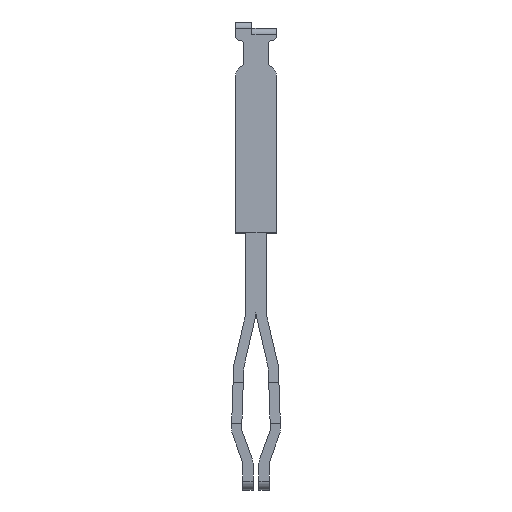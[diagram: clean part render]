
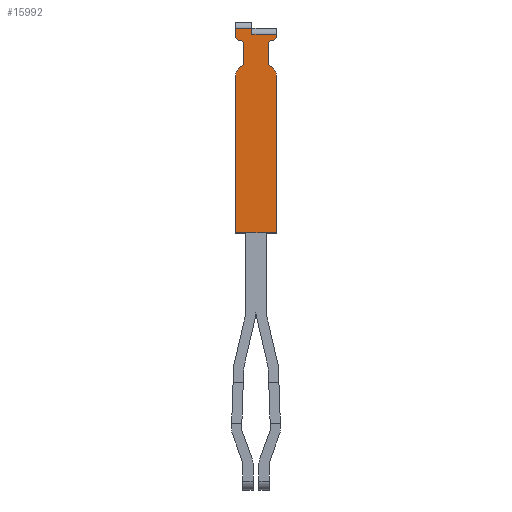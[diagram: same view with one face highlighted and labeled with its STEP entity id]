
A CAD part, left-side view. The second image highlights one B-rep face of the part: STEP entity #15992.
In plain terms, the highlighted planar face has unit normal (-1, 0, 0).
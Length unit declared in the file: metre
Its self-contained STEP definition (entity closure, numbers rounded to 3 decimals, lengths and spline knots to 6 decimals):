
#661=CIRCLE('',#16829,0.0002);
#662=CIRCLE('',#16830,0.0002);
#663=CIRCLE('',#16831,0.0002);
#664=CIRCLE('',#16832,0.0005);
#665=CIRCLE('',#16833,0.0005);
#666=CIRCLE('',#16834,0.0002);
#667=CIRCLE('',#16835,0.0002);
#668=CIRCLE('',#16836,0.0002);
#1009=FACE_OUTER_BOUND('',#1775,.T.);
#1775=EDGE_LOOP('',(#10325,#10326,#10327,#10328,#10329,#10330,#10331,#10332,
#10333,#10334,#10335,#10336,#10337,#10338,#10339,#10340,#10341,#10342,#10343,
#10344));
#2596=LINE('',#22454,#4330);
#2602=LINE('',#22467,#4336);
#2776=LINE('',#22981,#4510);
#2777=LINE('',#22983,#4511);
#2778=LINE('',#22985,#4512);
#2779=LINE('',#22987,#4513);
#2780=LINE('',#22989,#4514);
#2781=LINE('',#22995,#4515);
#2782=LINE('',#22999,#4516);
#2783=LINE('',#23001,#4517);
#2784=LINE('',#23005,#4518);
#2785=LINE('',#23009,#4519);
#4330=VECTOR('',#18111,0.007751);
#4336=VECTOR('',#18119,0.007751);
#4510=VECTOR('',#18467,0.0001);
#4511=VECTOR('',#18468,0.0012);
#4512=VECTOR('',#18469,0.0003);
#4513=VECTOR('',#18470,0.0008);
#4514=VECTOR('',#18471,0.0004);
#4515=VECTOR('',#18476,0.000896);
#4516=VECTOR('',#18479,0.000058);
#4517=VECTOR('',#18482,0.002);
#4518=VECTOR('',#18485,0.000058);
#4519=VECTOR('',#18488,0.000896);
#6082=VERTEX_POINT('',#22451);
#6083=VERTEX_POINT('',#22453);
#6088=VERTEX_POINT('',#22464);
#6089=VERTEX_POINT('',#22466);
#6285=VERTEX_POINT('',#22979);
#6286=VERTEX_POINT('',#22980);
#6287=VERTEX_POINT('',#22982);
#6288=VERTEX_POINT('',#22984);
#6289=VERTEX_POINT('',#22986);
#6290=VERTEX_POINT('',#22988);
#6291=VERTEX_POINT('',#22990);
#6292=VERTEX_POINT('',#22992);
#6293=VERTEX_POINT('',#22994);
#6294=VERTEX_POINT('',#22996);
#6295=VERTEX_POINT('',#22998);
#6296=VERTEX_POINT('',#23002);
#6297=VERTEX_POINT('',#23004);
#6298=VERTEX_POINT('',#23006);
#6299=VERTEX_POINT('',#23008);
#6300=VERTEX_POINT('',#23010);
#7670=EDGE_CURVE('',#6083,#6082,#2596,.T.);
#7676=EDGE_CURVE('',#6089,#6088,#2602,.T.);
#7908=EDGE_CURVE('',#6285,#6286,#2776,.T.);
#7909=EDGE_CURVE('',#6286,#6287,#2777,.T.);
#7910=EDGE_CURVE('',#6287,#6288,#2778,.T.);
#7911=EDGE_CURVE('',#6288,#6289,#2779,.T.);
#7912=EDGE_CURVE('',#6289,#6290,#2780,.T.);
#7913=EDGE_CURVE('',#6290,#6291,#661,.T.);
#7914=EDGE_CURVE('',#6291,#6292,#662,.T.);
#7915=EDGE_CURVE('',#6292,#6293,#2781,.T.);
#7916=EDGE_CURVE('',#6293,#6294,#663,.T.);
#7917=EDGE_CURVE('',#6294,#6295,#2782,.T.);
#7918=EDGE_CURVE('',#6295,#6083,#664,.T.);
#7919=EDGE_CURVE('',#6082,#6089,#2783,.T.);
#7920=EDGE_CURVE('',#6088,#6296,#665,.T.);
#7921=EDGE_CURVE('',#6296,#6297,#2784,.T.);
#7922=EDGE_CURVE('',#6297,#6298,#666,.T.);
#7923=EDGE_CURVE('',#6298,#6299,#2785,.T.);
#7924=EDGE_CURVE('',#6299,#6300,#667,.T.);
#7925=EDGE_CURVE('',#6300,#6285,#668,.T.);
#10325=ORIENTED_EDGE('',*,*,#7908,.T.);
#10326=ORIENTED_EDGE('',*,*,#7909,.T.);
#10327=ORIENTED_EDGE('',*,*,#7910,.T.);
#10328=ORIENTED_EDGE('',*,*,#7911,.T.);
#10329=ORIENTED_EDGE('',*,*,#7912,.T.);
#10330=ORIENTED_EDGE('',*,*,#7913,.T.);
#10331=ORIENTED_EDGE('',*,*,#7914,.T.);
#10332=ORIENTED_EDGE('',*,*,#7915,.T.);
#10333=ORIENTED_EDGE('',*,*,#7916,.T.);
#10334=ORIENTED_EDGE('',*,*,#7917,.T.);
#10335=ORIENTED_EDGE('',*,*,#7918,.T.);
#10336=ORIENTED_EDGE('',*,*,#7670,.T.);
#10337=ORIENTED_EDGE('',*,*,#7919,.T.);
#10338=ORIENTED_EDGE('',*,*,#7676,.T.);
#10339=ORIENTED_EDGE('',*,*,#7920,.T.);
#10340=ORIENTED_EDGE('',*,*,#7921,.T.);
#10341=ORIENTED_EDGE('',*,*,#7922,.T.);
#10342=ORIENTED_EDGE('',*,*,#7923,.T.);
#10343=ORIENTED_EDGE('',*,*,#7924,.T.);
#10344=ORIENTED_EDGE('',*,*,#7925,.T.);
#14737=PLANE('',#16828);
#15992=ADVANCED_FACE('',(#1009),#14737,.T.);
#16828=AXIS2_PLACEMENT_3D('',#22978,#18465,#18466);
#16829=AXIS2_PLACEMENT_3D('',#22991,#18472,#18473);
#16830=AXIS2_PLACEMENT_3D('',#22993,#18474,#18475);
#16831=AXIS2_PLACEMENT_3D('',#22997,#18477,#18478);
#16832=AXIS2_PLACEMENT_3D('',#23000,#18480,#18481);
#16833=AXIS2_PLACEMENT_3D('',#23003,#18483,#18484);
#16834=AXIS2_PLACEMENT_3D('',#23007,#18486,#18487);
#16835=AXIS2_PLACEMENT_3D('',#23011,#18489,#18490);
#16836=AXIS2_PLACEMENT_3D('',#23012,#18491,#18492);
#18111=DIRECTION('',(0.,0.,-1.));
#18119=DIRECTION('',(0.,0.,1.));
#18465=DIRECTION('center_axis',(-1.,0.,0.));
#18466=DIRECTION('ref_axis',(0.,0.,1.));
#18467=DIRECTION('',(0.,0.,1.));
#18468=DIRECTION('',(0.,1.,0.));
#18469=DIRECTION('',(0.,0.,1.));
#18470=DIRECTION('',(0.,1.,0.));
#18471=DIRECTION('',(0.,0.,-1.));
#18472=DIRECTION('center_axis',(-1.,0.,0.));
#18473=DIRECTION('ref_axis',(0.,1.,0.));
#18474=DIRECTION('center_axis',(1.,0.,0.));
#18475=DIRECTION('ref_axis',(0.,1.,0.));
#18476=DIRECTION('',(0.,0.,-1.));
#18477=DIRECTION('center_axis',(1.,0.,0.));
#18478=DIRECTION('ref_axis',(0.,1.,0.));
#18479=DIRECTION('',(0.,0.866,-0.5));
#18480=DIRECTION('center_axis',(-1.,0.,0.));
#18481=DIRECTION('ref_axis',(0.,-1.,0.));
#18482=DIRECTION('',(0.,-1.,0.));
#18483=DIRECTION('center_axis',(-1.,0.,0.));
#18484=DIRECTION('ref_axis',(0.,1.,0.));
#18485=DIRECTION('',(0.,0.866,0.5));
#18486=DIRECTION('center_axis',(1.,0.,0.));
#18487=DIRECTION('ref_axis',(0.,-1.,0.));
#18488=DIRECTION('',(0.,0.,1.));
#18489=DIRECTION('center_axis',(1.,0.,0.));
#18490=DIRECTION('ref_axis',(0.,-1.,0.));
#18491=DIRECTION('center_axis',(-1.,0.,0.));
#18492=DIRECTION('ref_axis',(0.,1.,0.));
#22451=CARTESIAN_POINT('',(-0.024025,0.001,0.001146));
#22453=CARTESIAN_POINT('',(-0.024025,0.001,0.008896));
#22454=CARTESIAN_POINT('',(-0.024025,0.001,0.008896));
#22464=CARTESIAN_POINT('',(-0.024025,-0.001,0.008896));
#22466=CARTESIAN_POINT('',(-0.024025,-0.001,0.001146));
#22467=CARTESIAN_POINT('',(-0.024025,-0.001,0.001146));
#22978=CARTESIAN_POINT('Origin',(-0.024025,0.0005,0.008896));
#22979=CARTESIAN_POINT('',(-0.024025,-0.001,0.010827));
#22980=CARTESIAN_POINT('',(-0.024025,-0.001,0.010927));
#22981=CARTESIAN_POINT('',(-0.024025,-0.001,0.010827));
#22982=CARTESIAN_POINT('',(-0.024025,0.0002,0.010927));
#22983=CARTESIAN_POINT('',(-0.024025,-0.001,0.010927));
#22984=CARTESIAN_POINT('',(-0.024025,0.0002,0.011227));
#22985=CARTESIAN_POINT('',(-0.024025,0.0002,0.010927));
#22986=CARTESIAN_POINT('',(-0.024025,0.001,0.011227));
#22987=CARTESIAN_POINT('',(-0.024025,0.0002,0.011227));
#22988=CARTESIAN_POINT('',(-0.024025,0.001,0.010827));
#22989=CARTESIAN_POINT('',(-0.024025,0.001,0.011227));
#22990=CARTESIAN_POINT('',(-0.024025,0.0008,0.010627));
#22991=CARTESIAN_POINT('Origin',(-0.024025,0.0008,0.010827));
#22992=CARTESIAN_POINT('',(-0.024025,0.0006,0.010427));
#22993=CARTESIAN_POINT('Origin',(-0.024025,0.0008,0.010427));
#22994=CARTESIAN_POINT('',(-0.024025,0.0006,0.009531));
#22995=CARTESIAN_POINT('',(-0.024025,0.0006,0.010427));
#22996=CARTESIAN_POINT('',(-0.024025,0.0007,0.009358));
#22997=CARTESIAN_POINT('Origin',(-0.024025,0.0008,0.009531));
#22998=CARTESIAN_POINT('',(-0.024025,0.00075,0.009329));
#22999=CARTESIAN_POINT('',(-0.024025,0.0007,0.009358));
#23000=CARTESIAN_POINT('Origin',(-0.024025,0.0005,0.008896));
#23001=CARTESIAN_POINT('',(-0.024025,0.001,0.001146));
#23002=CARTESIAN_POINT('',(-0.024025,-0.00075,0.009329));
#23003=CARTESIAN_POINT('Origin',(-0.024025,-0.0005,0.008896));
#23004=CARTESIAN_POINT('',(-0.024025,-0.0007,0.009358));
#23005=CARTESIAN_POINT('',(-0.024025,-0.00075,0.009329));
#23006=CARTESIAN_POINT('',(-0.024025,-0.0006,0.009531));
#23007=CARTESIAN_POINT('Origin',(-0.024025,-0.0008,0.009531));
#23008=CARTESIAN_POINT('',(-0.024025,-0.0006,0.010427));
#23009=CARTESIAN_POINT('',(-0.024025,-0.0006,0.009531));
#23010=CARTESIAN_POINT('',(-0.024025,-0.0008,0.010627));
#23011=CARTESIAN_POINT('Origin',(-0.024025,-0.0008,0.010427));
#23012=CARTESIAN_POINT('Origin',(-0.024025,-0.0008,0.010827));
